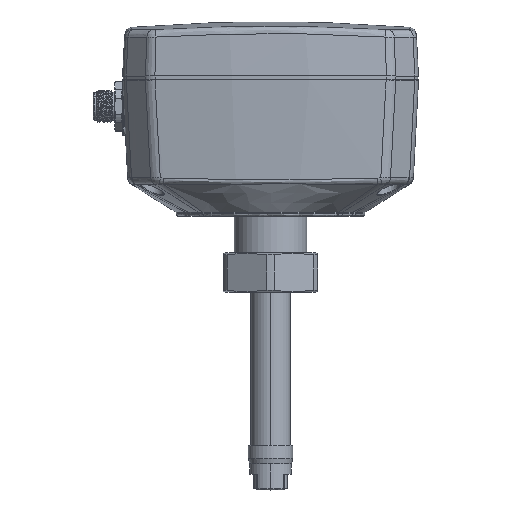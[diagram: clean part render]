
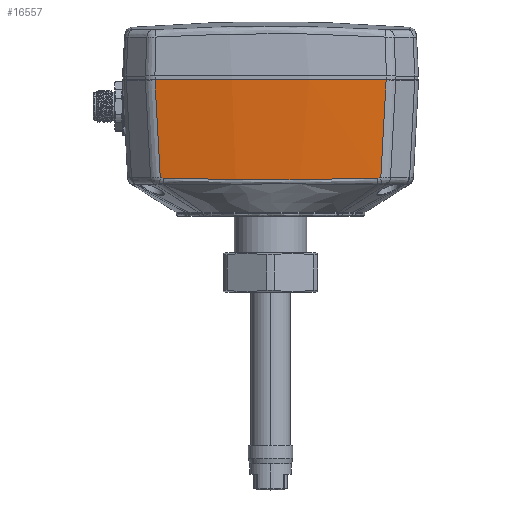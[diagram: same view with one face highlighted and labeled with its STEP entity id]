
A CAD part, top view. The second image highlights one B-rep face of the part: STEP entity #16557.
In plain terms, the highlighted conical face has half-angle 3 degrees and reference radius 299 mm.
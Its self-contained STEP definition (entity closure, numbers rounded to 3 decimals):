
#3546=CARTESIAN_POINT('',(-42.104,-37.36,
40.921));
#3547=CARTESIAN_POINT('',(-42.02,-37.373,
40.933));
#3548=CARTESIAN_POINT('',(-41.857,-37.395,
40.955));
#3549=CARTESIAN_POINT('',(-41.638,-37.421,
40.984));
#3550=CARTESIAN_POINT('',(-41.426,-37.442,
41.013));
#3551=CARTESIAN_POINT('',(-41.206,-37.458,
41.043));
#3552=CARTESIAN_POINT('',(-41.043,-37.465,
41.065));
#3553=CARTESIAN_POINT('',(-40.959,-37.467,
41.077));
#3555=CARTESIAN_POINT('',(-44.137,0.,
42.604));
#3556=CARTESIAN_POINT('',(-43.98,-2.87,
42.475));
#3557=CARTESIAN_POINT('',(-43.672,-8.707,
42.212));
#3558=CARTESIAN_POINT('',(-43.178,-17.675,
41.809));
#3559=CARTESIAN_POINT('',(-42.665,-27.103,
41.384));
#3560=CARTESIAN_POINT('',(-42.295,-33.871,
41.079));
#3561=CARTESIAN_POINT('',(-42.104,-37.36,
40.921));
#3563=CARTESIAN_POINT('',(0.,0.,-254.132));
#3564=DIRECTION('',(0.,1.,0.));
#3565=DIRECTION('',(-0.147,0.,0.989));
#3566=AXIS2_PLACEMENT_3D('',#3563,#3564,#3565);
#3568=CARTESIAN_POINT('',(42.104,-37.36,40.921));
#3569=CARTESIAN_POINT('',(42.261,-34.493,41.051));
#3570=CARTESIAN_POINT('',(42.58,-28.657,41.314));
#3571=CARTESIAN_POINT('',(43.067,-19.707,41.717));
#3572=CARTESIAN_POINT('',(43.589,-10.237,42.143));
#3573=CARTESIAN_POINT('',(43.947,-3.481,42.448));
#3574=CARTESIAN_POINT('',(44.137,0.,
42.604));
#3576=CARTESIAN_POINT('',(40.959,-37.467,41.077));
#3577=CARTESIAN_POINT('',(41.02,-37.466,41.069));
#3578=CARTESIAN_POINT('',(41.148,-37.461,41.051));
#3579=CARTESIAN_POINT('',(41.35,-37.448,41.023));
#3580=CARTESIAN_POINT('',(41.579,-37.428,40.992));
#3581=CARTESIAN_POINT('',(41.827,-37.399,40.959));
#3582=CARTESIAN_POINT('',(42.01,-37.374,40.934));
#3583=CARTESIAN_POINT('',(42.104,-37.36,40.921));
#3585=CARTESIAN_POINT('',(-40.959,-37.467,
41.077));
#3586=CARTESIAN_POINT('',(-39.507,-37.498,
41.277));
#3587=CARTESIAN_POINT('',(-36.547,-37.563,
41.662));
#3588=CARTESIAN_POINT('',(-32.09,-37.666,
42.174));
#3589=CARTESIAN_POINT('',(-27.161,-37.781,
42.662));
#3590=CARTESIAN_POINT('',(-22.207,-37.892,
43.067));
#3591=CARTESIAN_POINT('',(-17.503,-37.988,
43.374));
#3592=CARTESIAN_POINT('',(-13.264,-38.06,
43.588));
#3593=CARTESIAN_POINT('',(-9.228,-38.114,
43.737));
#3594=CARTESIAN_POINT('',(-5.131,-38.15,
43.835));
#3595=CARTESIAN_POINT('',(-0.972,-38.166,
43.876));
#3596=CARTESIAN_POINT('',(3.169,-38.16,43.861));
#3597=CARTESIAN_POINT('',(7.187,-38.134,43.792));
#3598=CARTESIAN_POINT('',(11.214,-38.089,43.671));
#3599=CARTESIAN_POINT('',(15.603,-38.023,43.479));
#3600=CARTESIAN_POINT('',(20.442,-37.93,43.192));
#3601=CARTESIAN_POINT('',(25.302,-37.824,42.823));
#3602=CARTESIAN_POINT('',(30.084,-37.713,42.383));
#3603=CARTESIAN_POINT('',(35.098,-37.596,41.841));
#3604=CARTESIAN_POINT('',(38.942,-37.51,41.355));
#3605=CARTESIAN_POINT('',(40.959,-37.467,41.077));
#3631=CARTESIAN_POINT('',(-42.104,-37.36,
40.921));
#8080=CARTESIAN_POINT('',(-44.132,0.,42.605));
#8081=CARTESIAN_POINT('',(44.132,0.,42.605));
#8082=VERTEX_POINT('',#8080);
#8083=VERTEX_POINT('',#8081);
#8154=VERTEX_POINT('',#3631);
#8156=VERTEX_POINT('',#3553);
#8158=VERTEX_POINT('',#3605);
#8160=VERTEX_POINT('',#3583);
#16540=CARTESIAN_POINT('',(0.,-19.081,-254.132));
#16541=DIRECTION('',(0.,1.,0.));
#16542=DIRECTION('',(-1.,0.,0.));
#16543=AXIS2_PLACEMENT_3D('',#16540,#16541,#16542);
#16544=CONICAL_SURFACE('',#16543,299.,3.);
#16546=ORIENTED_EDGE('',*,*,#16545,.F.);
#16548=ORIENTED_EDGE('',*,*,#16547,.F.);
#16550=ORIENTED_EDGE('',*,*,#16549,.T.);
#16551=ORIENTED_EDGE('',*,*,#16433,.F.);
#16552=ORIENTED_EDGE('',*,*,#16531,.F.);
#16554=ORIENTED_EDGE('',*,*,#16553,.F.);
#16555=EDGE_LOOP('',(#16546,#16548,#16550,#16551,#16552,#16554));
#16556=FACE_OUTER_BOUND('',#16555,.F.);
#16557=ADVANCED_FACE('',(#16556),#16544,.T.);
#3554=B_SPLINE_CURVE_WITH_KNOTS('',3,(#3546,#3547,#3548,#3549,#3550,#3551,#3552,
#3553),.UNSPECIFIED.,.F.,.F.,(4,1,1,1,1,4),(0.,0.2,0.4,0.6,0.8,1.),
.UNSPECIFIED.);
#3562=B_SPLINE_CURVE_WITH_KNOTS('',3,(#3555,#3556,#3557,#3558,#3559,#3560,
#3561),.UNSPECIFIED.,.F.,.F.,(4,1,1,1,4),(0.,0.25,0.5,0.75,1.),
.UNSPECIFIED.);
#3567=CIRCLE('',#3566,300.);
#3575=B_SPLINE_CURVE_WITH_KNOTS('',3,(#3568,#3569,#3570,#3571,#3572,#3573,
#3574),.UNSPECIFIED.,.F.,.F.,(4,1,1,1,4),(0.,0.25,0.5,0.75,1.),
.UNSPECIFIED.);
#3584=B_SPLINE_CURVE_WITH_KNOTS('',3,(#3576,#3577,#3578,#3579,#3580,#3581,#3582,
#3583),.UNSPECIFIED.,.F.,.F.,(4,1,1,1,1,4),(0.,0.2,0.4,0.6,0.8,1.),
.UNSPECIFIED.);
#3606=B_SPLINE_CURVE_WITH_KNOTS('',3,(#3585,#3586,#3587,#3588,#3589,#3590,#3591,
#3592,#3593,#3594,#3595,#3596,#3597,#3598,#3599,#3600,#3601,#3602,#3603,#3604,
#3605),.UNSPECIFIED.,.F.,.F.,(4,1,1,1,1,1,1,1,1,1,1,1,1,1,1,1,1,1,4),(0.,
0.056,0.111,0.167,0.222,
0.278,0.333,0.389,0.444,0.5,
0.556,0.611,0.667,0.722,
0.778,0.833,0.889,0.944,1.),
.UNSPECIFIED.);
#16433=EDGE_CURVE('',#8160,#8083,#3575,.T.);
#16531=EDGE_CURVE('',#8158,#8160,#3584,.T.);
#16545=EDGE_CURVE('',#8154,#8156,#3554,.T.);
#16547=EDGE_CURVE('',#8082,#8154,#3562,.T.);
#16549=EDGE_CURVE('',#8082,#8083,#3567,.T.);
#16553=EDGE_CURVE('',#8156,#8158,#3606,.T.);
